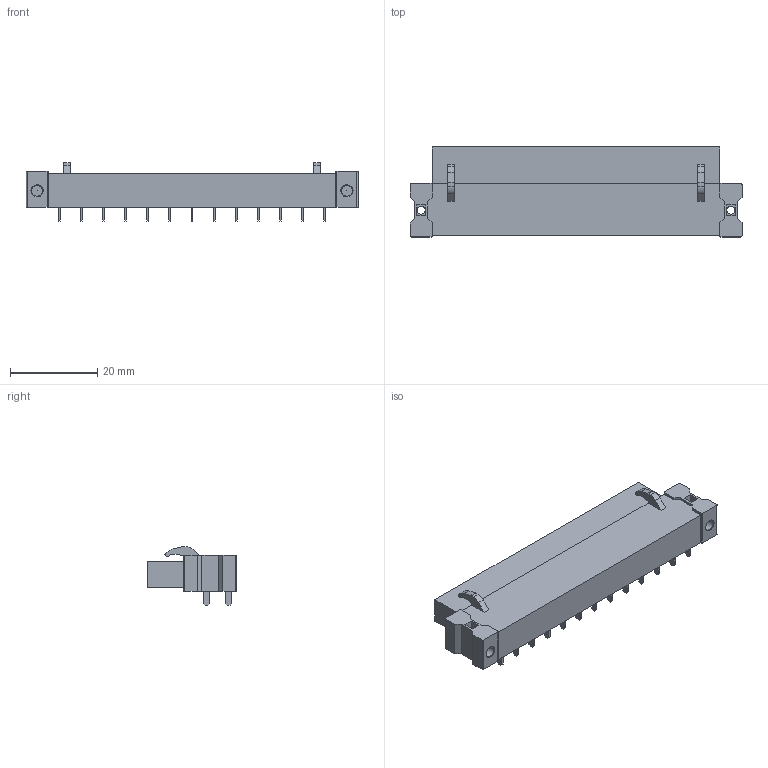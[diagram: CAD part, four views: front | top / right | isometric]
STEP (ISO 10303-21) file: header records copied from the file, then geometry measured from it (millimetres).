
FILE_DESCRIPTION(('CATIA V5 STEP Exchange','CAx-IF Rec.Pracs.--- Model Styling and Organization---1.2---2011-12-15'),'2;1');
FILE_NAME ('D1457326_0_1843860000_1843860000.stp','2018-09-01T03:06:10+00:00',('none'),('Weidmueller'),'CATIA Version 5-6 Release 2014','CATIA V5 STEP AP214','none');
FILE_SCHEMA(('AUTOMOTIVE_DESIGN { 1 0 10303 214 1 1 1 1 }'));
Length unit declared in the file: millimetre
Products named in the file (1): 1843860000
Bounding box: 76.2 x 20.65 x 13.48 mm (x, y, z)
Volume: 10110 mm3; surface area: 5303 mm2
Topology: 27 solids, 27 shells, 509 faces, 1208 edges, 802 vertices
Faces by surface type: plane 433, cylinder 42, cone 34
Entity records: 13234 total; most frequent: ORIENTED_EDGE 2416, CARTESIAN_POINT 2293, DIRECTION 1772, EDGE_CURVE 1208, VECTOR 1064, LINE 1064, VERTEX_POINT 802, EDGE_LOOP 570
